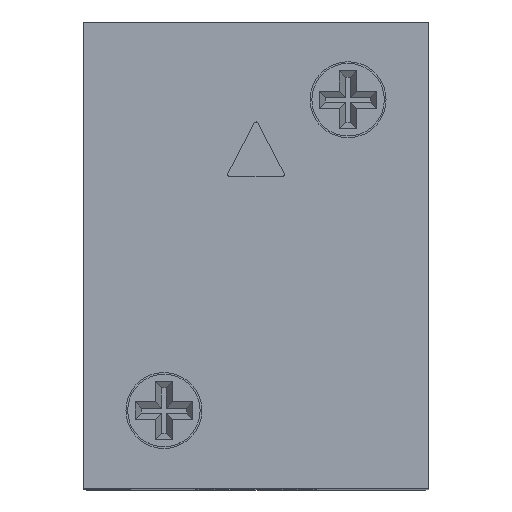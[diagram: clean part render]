
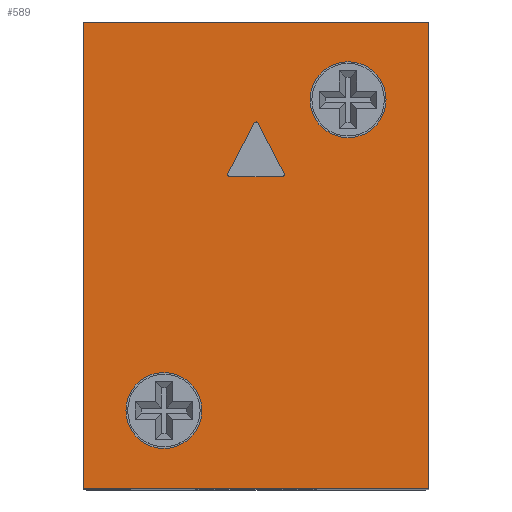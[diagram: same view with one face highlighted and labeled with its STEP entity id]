
A CAD part, top view. The second image highlights one B-rep face of the part: STEP entity #589.
In plain terms, the highlighted planar face has unit normal (0, 0, 1).
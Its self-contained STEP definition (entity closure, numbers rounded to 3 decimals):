
#390 = CARTESIAN_POINT ( 'NONE',  ( 15., -20.25, 0. ) ) ;
#589 = ADVANCED_FACE ( 'NONE', ( #2621, #2622, #2623, #5343 ), #3937, .T. ) ;
#660 = EDGE_CURVE ( 'NONE', #1387, #2814, #5437, .T. ) ;
#661 = EDGE_CURVE ( 'NONE', #2814, #1386, #5440, .T. ) ;
#662 = EDGE_CURVE ( 'NONE', #1386, #1390, #5439, .T. ) ;
#663 = EDGE_CURVE ( 'NONE', #1390, #2804, #5443, .T. ) ;
#664 = EDGE_CURVE ( 'NONE', #2845, #1383, #5442, .T. ) ;
#665 = EDGE_CURVE ( 'NONE', #1383, #1387, #5445, .T. ) ;
#666 = EDGE_CURVE ( 'NONE', #2789, #2813, #5446, .T. ) ;
#667 = EDGE_CURVE ( 'NONE', #2795, #2820, #5448, .T. ) ;
#669 = EDGE_CURVE ( 'NONE', #2797, #2840, #5450, .T. ) ;
#672 = EDGE_CURVE ( 'NONE', #2840, #2825, #5456, .T. ) ;
#675 = EDGE_CURVE ( 'NONE', #2825, #2877, #5462, .T. ) ;
#679 = EDGE_CURVE ( 'NONE', #2877, #2797, #5470, .T. ) ;
#698 = EDGE_CURVE ( 'NONE', #2804, #2845, #5504, .T. ) ;
#702 = EDGE_CURVE ( 'NONE', #2813, #2789, #5510, .T. ) ;
#706 = EDGE_CURVE ( 'NONE', #2820, #2795, #5516, .T. ) ;
#1270 = CARTESIAN_POINT ( 'NONE',  ( 2.448, 7.092, 0. ) ) ;
#1276 = CARTESIAN_POINT ( 'NONE',  ( -15., 20.25, 0. ) ) ;
#1293 = CARTESIAN_POINT ( 'NONE',  ( 4.7, 13.5, 0. ) ) ;
#1299 = CARTESIAN_POINT ( 'NONE',  ( -2.448, 7.092, 0. ) ) ;
#1300 = CARTESIAN_POINT ( 'NONE',  ( -11.3, -13.5, 0. ) ) ;
#1309 = CARTESIAN_POINT ( 'NONE',  ( 2.471, 7., 0. ) ) ;
#1317 = CARTESIAN_POINT ( 'NONE',  ( -15., -20.25, 0. ) ) ;
#1318 = CARTESIAN_POINT ( 'NONE',  ( 15., 20.25, 0. ) ) ;
#1320 = CARTESIAN_POINT ( 'NONE',  ( 11.3, 13.5, 0. ) ) ;
#1326 = CARTESIAN_POINT ( 'NONE',  ( -4.7, -13.5, 0. ) ) ;
#1383 = VERTEX_POINT ( 'NONE', #3076 ) ;
#1386 = VERTEX_POINT ( 'NONE', #3072 ) ;
#1387 = VERTEX_POINT ( 'NONE', #3071 ) ;
#1390 = VERTEX_POINT ( 'NONE', #3068 ) ;
#1544 = AXIS2_PLACEMENT_3D ( 'NONE', #3934, #3931, #3930 ) ;
#1598 = AXIS2_PLACEMENT_3D ( 'NONE', #4485, #4484, #4482 ) ;
#1599 = AXIS2_PLACEMENT_3D ( 'NONE', #4477, #4476, #4475 ) ;
#1600 = AXIS2_PLACEMENT_3D ( 'NONE', #4471, #4470, #4469 ) ;
#1601 = AXIS2_PLACEMENT_3D ( 'NONE', #4467, #4466, #4463 ) ;
#1602 = AXIS2_PLACEMENT_3D ( 'NONE', #4461, #4460, #4459 ) ;
#1608 = AXIS2_PLACEMENT_3D ( 'NONE', #4361, #4359, #4358 ) ;
#1610 = AXIS2_PLACEMENT_3D ( 'NONE', #4350, #4349, #4348 ) ;
#1612 = AXIS2_PLACEMENT_3D ( 'NONE', #4339, #4338, #4337 ) ;
#2341 = ORIENTED_EDGE ( 'NONE', *, *, #667, .F. ) ;
#2342 = ORIENTED_EDGE ( 'NONE', *, *, #706, .F. ) ;
#2343 = ORIENTED_EDGE ( 'NONE', *, *, #666, .F. ) ;
#2344 = ORIENTED_EDGE ( 'NONE', *, *, #702, .F. ) ;
#2345 = ORIENTED_EDGE ( 'NONE', *, *, #665, .F. ) ;
#2346 = ORIENTED_EDGE ( 'NONE', *, *, #664, .F. ) ;
#2347 = ORIENTED_EDGE ( 'NONE', *, *, #698, .F. ) ;
#2348 = ORIENTED_EDGE ( 'NONE', *, *, #663, .F. ) ;
#2349 = ORIENTED_EDGE ( 'NONE', *, *, #662, .F. ) ;
#2350 = ORIENTED_EDGE ( 'NONE', *, *, #661, .F. ) ;
#2351 = ORIENTED_EDGE ( 'NONE', *, *, #660, .F. ) ;
#2352 = ORIENTED_EDGE ( 'NONE', *, *, #679, .T. ) ;
#2353 = ORIENTED_EDGE ( 'NONE', *, *, #669, .T. ) ;
#2354 = ORIENTED_EDGE ( 'NONE', *, *, #672, .T. ) ;
#2355 = ORIENTED_EDGE ( 'NONE', *, *, #675, .T. ) ;
#2621 = FACE_BOUND ( 'NONE', #5003, .T. ) ;
#2622 = FACE_BOUND ( 'NONE', #5013, .T. ) ;
#2623 = FACE_BOUND ( 'NONE', #5099, .T. ) ;
#2789 = VERTEX_POINT ( 'NONE', #1326 ) ;
#2795 = VERTEX_POINT ( 'NONE', #1320 ) ;
#2797 = VERTEX_POINT ( 'NONE', #1318 ) ;
#2804 = VERTEX_POINT ( 'NONE', #1309 ) ;
#2813 = VERTEX_POINT ( 'NONE', #1300 ) ;
#2814 = VERTEX_POINT ( 'NONE', #1299 ) ;
#2820 = VERTEX_POINT ( 'NONE', #1293 ) ;
#2825 = VERTEX_POINT ( 'NONE', #1317 ) ;
#2840 = VERTEX_POINT ( 'NONE', #1276 ) ;
#2845 = VERTEX_POINT ( 'NONE', #1270 ) ;
#2877 = VERTEX_POINT ( 'NONE', #390 ) ;
#3068 = CARTESIAN_POINT ( 'NONE',  ( 2.271, 6.8, 0. ) ) ;
#3071 = CARTESIAN_POINT ( 'NONE',  ( -0.177, 11.459, 0. ) ) ;
#3072 = CARTESIAN_POINT ( 'NONE',  ( -2.271, 6.8, 0. ) ) ;
#3076 = CARTESIAN_POINT ( 'NONE',  ( 0.177, 11.459, 0. ) ) ;
#3930 = DIRECTION ( 'NONE',  ( 1., 0., 0. ) ) ;
#3931 = DIRECTION ( 'NONE',  ( 0., 0., 1. ) ) ;
#3934 = CARTESIAN_POINT ( 'NONE',  ( 15., -20.25, 0. ) ) ;
#3937 = PLANE ( 'NONE',  #1544 ) ;
#4337 = DIRECTION ( 'NONE',  ( 1., 0., 0. ) ) ;
#4338 = DIRECTION ( 'NONE',  ( 0., 0., 1. ) ) ;
#4339 = CARTESIAN_POINT ( 'NONE',  ( 8., 13.5, 0. ) ) ;
#4348 = DIRECTION ( 'NONE',  ( 1., 0., 0. ) ) ;
#4349 = DIRECTION ( 'NONE',  ( 0., 0., 1. ) ) ;
#4350 = CARTESIAN_POINT ( 'NONE',  ( -8., -13.5, 0. ) ) ;
#4358 = DIRECTION ( 'NONE',  ( 1., 0., 0. ) ) ;
#4359 = DIRECTION ( 'NONE',  ( 0., 0., 1. ) ) ;
#4361 = CARTESIAN_POINT ( 'NONE',  ( 2.271, 7., 0. ) ) ;
#4425 = DIRECTION ( 'NONE',  ( 0., 1., 0. ) ) ;
#4426 = CARTESIAN_POINT ( 'NONE',  ( 15., 20.25, 0. ) ) ;
#4436 = DIRECTION ( 'NONE',  ( 1., 0., 0. ) ) ;
#4437 = CARTESIAN_POINT ( 'NONE',  ( -15., -20.25, 0. ) ) ;
#4446 = DIRECTION ( 'NONE',  ( 0., -1., 0. ) ) ;
#4447 = CARTESIAN_POINT ( 'NONE',  ( -15., 20.25, 0. ) ) ;
#4454 = DIRECTION ( 'NONE',  ( -1., 0., 0. ) ) ;
#4455 = CARTESIAN_POINT ( 'NONE',  ( -15., 20.25, 0. ) ) ;
#4459 = DIRECTION ( 'NONE',  ( 1., 0., 0. ) ) ;
#4460 = DIRECTION ( 'NONE',  ( 0., 0., 1. ) ) ;
#4461 = CARTESIAN_POINT ( 'NONE',  ( 8., 13.5, 0. ) ) ;
#4463 = DIRECTION ( 'NONE',  ( 1., 0., 0. ) ) ;
#4466 = DIRECTION ( 'NONE',  ( 0., 0., 1. ) ) ;
#4467 = CARTESIAN_POINT ( 'NONE',  ( -8., -13.5, 0. ) ) ;
#4469 = DIRECTION ( 'NONE',  ( 1., 0., 0. ) ) ;
#4470 = DIRECTION ( 'NONE',  ( 0., 0., 1. ) ) ;
#4471 = CARTESIAN_POINT ( 'NONE',  ( 0., 11.366, 0. ) ) ;
#4472 = DIRECTION ( 'NONE',  ( -0.461, 0.887, 0. ) ) ;
#4473 = CARTESIAN_POINT ( 'NONE',  ( 0.177, 11.459, 0. ) ) ;
#4475 = DIRECTION ( 'NONE',  ( 1., 0., 0. ) ) ;
#4476 = DIRECTION ( 'NONE',  ( 0., 0., 1. ) ) ;
#4477 = CARTESIAN_POINT ( 'NONE',  ( 2.271, 7., 0. ) ) ;
#4479 = DIRECTION ( 'NONE',  ( 1., 0., 0. ) ) ;
#4481 = CARTESIAN_POINT ( 'NONE',  ( -2.271, 6.8, 0. ) ) ;
#4482 = DIRECTION ( 'NONE',  ( 1., 0., 0. ) ) ;
#4484 = DIRECTION ( 'NONE',  ( 0., 0., 1. ) ) ;
#4485 = CARTESIAN_POINT ( 'NONE',  ( -2.271, 7., 0. ) ) ;
#4486 = DIRECTION ( 'NONE',  ( -0.461, -0.887, 0. ) ) ;
#4487 = CARTESIAN_POINT ( 'NONE',  ( -0.177, 11.459, 0. ) ) ;
#4946 = EDGE_LOOP ( 'NONE', ( #2352, #2353, #2354, #2355 ) ) ;
#5003 = EDGE_LOOP ( 'NONE', ( #2341, #2342 ) ) ;
#5013 = EDGE_LOOP ( 'NONE', ( #2343, #2344 ) ) ;
#5099 = EDGE_LOOP ( 'NONE', ( #2345, #2346, #2347, #2348, #2349, #2350, #2351 ) ) ;
#5343 = FACE_OUTER_BOUND ( 'NONE', #4946, .T. ) ;
#5437 = LINE ( 'NONE', #4487, #5438 ) ;
#5438 = VECTOR ( 'NONE', #4486, 1000. ) ;
#5439 = LINE ( 'NONE', #4481, #5441 ) ;
#5440 = CIRCLE ( 'NONE', #1598, 0.2 ) ;
#5441 = VECTOR ( 'NONE', #4479, 1000. ) ;
#5442 = LINE ( 'NONE', #4473, #5444 ) ;
#5443 = CIRCLE ( 'NONE', #1599, 0.2 ) ;
#5444 = VECTOR ( 'NONE', #4472, 1000. ) ;
#5445 = CIRCLE ( 'NONE', #1600, 0.2 ) ;
#5446 = CIRCLE ( 'NONE', #1601, 3.3 ) ;
#5448 = CIRCLE ( 'NONE', #1602, 3.3 ) ;
#5450 = LINE ( 'NONE', #4455, #5451 ) ;
#5451 = VECTOR ( 'NONE', #4454, 1000. ) ;
#5456 = LINE ( 'NONE', #4447, #5457 ) ;
#5457 = VECTOR ( 'NONE', #4446, 1000. ) ;
#5462 = LINE ( 'NONE', #4437, #5463 ) ;
#5463 = VECTOR ( 'NONE', #4436, 1000. ) ;
#5470 = LINE ( 'NONE', #4426, #5471 ) ;
#5471 = VECTOR ( 'NONE', #4425, 1000. ) ;
#5504 = CIRCLE ( 'NONE', #1608, 0.2 ) ;
#5510 = CIRCLE ( 'NONE', #1610, 3.3 ) ;
#5516 = CIRCLE ( 'NONE', #1612, 3.3 ) ;
